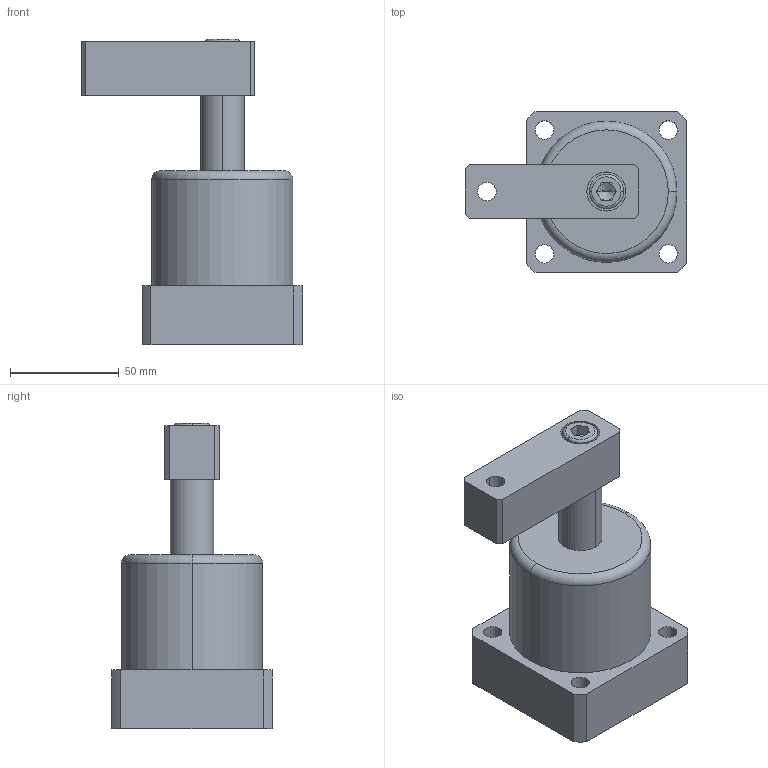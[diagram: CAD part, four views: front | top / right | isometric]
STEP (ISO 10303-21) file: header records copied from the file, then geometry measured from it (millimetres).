
FILE_DESCRIPTION (( 'STEP AP203' ), '1' );
FILE_NAME ('HNS-50-G.STEP', '2019-10-07T00:45:56', ( '微软用户' ), ( '微软中国' ), 'SwSTEP 2.0', 'SolidWorks 2012', '' );
FILE_SCHEMA (( 'CONFIG_CONTROL_DESIGN' ));
Length unit declared in the file: millimetre
Products named in the file (5): HNS-50-G; hexagon socket head cap screws gb_GB_FASTENER_SCREWS_HSHCS M10X16-N; HNS-50揤旋; HNS-50活塞杆; HNS-50-G掛极
Assembly tree (4 placements, depth 2):
  HNS-50-G
    HNS-50-G掛极
    HNS-50活塞杆
    HNS-50揤旋
    hexagon socket head cap screws gb_GB_FASTENER_SCREWS_HSHCS M10X16-N
Bounding box: 102 x 74 x 140.5 mm (x, y, z)
Volume: 317217.8 mm3; surface area: 65692.9 mm2
Topology: 4 solids, 4 shells, 159 faces, 383 edges, 246 vertices
Faces by surface type: plane 81, cylinder 42, bspline 16, torus 10, cone 10
Entity records: 5892 total; most frequent: CARTESIAN_POINT 1655, DIRECTION 767, ORIENTED_EDGE 758, EDGE_CURVE 379, AXIS2_PLACEMENT_3D 270, VERTEX_POINT 246, VECTOR 227, LINE 227
